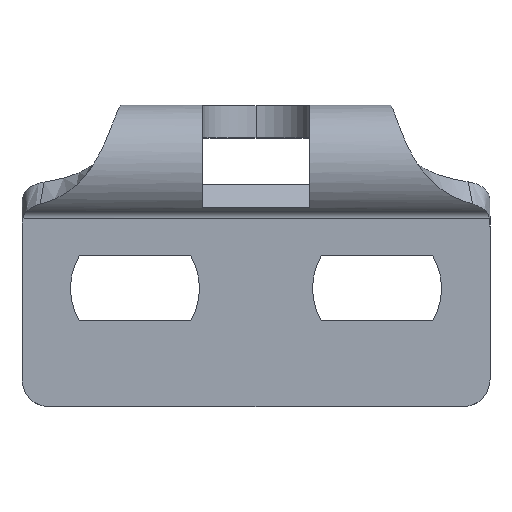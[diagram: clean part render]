
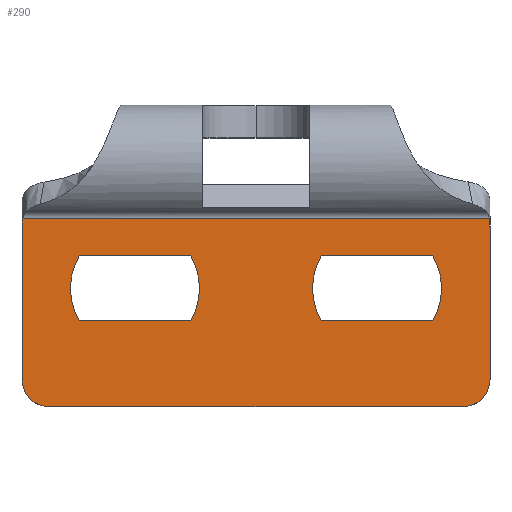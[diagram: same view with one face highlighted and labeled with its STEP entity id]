
A CAD part, top view. The second image highlights one B-rep face of the part: STEP entity #290.
In plain terms, the highlighted planar face has unit normal (0, 0, 1).
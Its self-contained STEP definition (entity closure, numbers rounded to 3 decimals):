
#8 = VECTOR ( 'NONE', #504, 1000. ) ;
#17 = CARTESIAN_POINT ( 'NONE',  ( 2.422, -3.4, 1.2 ) ) ;
#22 = ORIENTED_EDGE ( 'NONE', *, *, #1008, .F. ) ;
#28 = VERTEX_POINT ( 'NONE', #369 ) ;
#47 = CARTESIAN_POINT ( 'NONE',  ( -8.663, -2., 1.2 ) ) ;
#70 = EDGE_CURVE ( 'NONE', #1340, #939, #1217, .T. ) ;
#71 = CARTESIAN_POINT ( 'NONE',  ( -8.7, -2.366, 1.2 ) ) ;
#78 = AXIS2_PLACEMENT_3D ( 'NONE', #578, #321, #1291 ) ;
#83 = AXIS2_PLACEMENT_3D ( 'NONE', #600, #1095, #729 ) ;
#98 = EDGE_CURVE ( 'NONE', #1029, #569, #623, .T. ) ;
#106 = ORIENTED_EDGE ( 'NONE', *, *, #737, .F. ) ;
#132 = ORIENTED_EDGE ( 'NONE', *, *, #414, .F. ) ;
#135 = CARTESIAN_POINT ( 'NONE',  ( 8.7, -2.33, 1.2 ) ) ;
#139 = EDGE_CURVE ( 'NONE', #766, #1029, #370, .T. ) ;
#145 = CARTESIAN_POINT ( 'NONE',  ( -2.422, -3.4, 1.2 ) ) ;
#165 = EDGE_CURVE ( 'NONE', #1296, #572, #438, .T. ) ;
#170 = CARTESIAN_POINT ( 'NONE',  ( -2.422, -5.8, 1.2 ) ) ;
#187 = CARTESIAN_POINT ( 'NONE',  ( 8.7, -8., 1.2 ) ) ;
#189 = LINE ( 'NONE', #526, #1215 ) ;
#194 = EDGE_LOOP ( 'NONE', ( #626, #1039, #394, #22 ) ) ;
#205 = LINE ( 'NONE', #677, #1138 ) ;
#206 = AXIS2_PLACEMENT_3D ( 'NONE', #833, #508, #1307 ) ;
#209 = DIRECTION ( 'NONE',  ( 0., -1., 0. ) ) ;
#215 = VERTEX_POINT ( 'NONE', #926 ) ;
#257 = AXIS2_PLACEMENT_3D ( 'NONE', #381, #357, #1305 ) ;
#258 = VECTOR ( 'NONE', #1248, 1000. ) ;
#283 = CIRCLE ( 'NONE', #1441, 2.4 ) ;
#284 = AXIS2_PLACEMENT_3D ( 'NONE', #570, #444, #1383 ) ;
#290 = ADVANCED_FACE ( 'NONE', ( #976, #709, #487 ), #942, .F. ) ;
#317 = LINE ( 'NONE', #776, #258 ) ;
#321 = DIRECTION ( 'NONE',  ( 0., 0., 1. ) ) ;
#341 = CARTESIAN_POINT ( 'NONE',  ( 8.7, -2.219, 1.2 ) ) ;
#343 = EDGE_LOOP ( 'NONE', ( #106, #1218, #1443, #1461, #1259, #1153, #1419, #805 ) ) ;
#357 = DIRECTION ( 'NONE',  ( 0., 0., -1. ) ) ;
#360 = CARTESIAN_POINT ( 'NONE',  ( 2.422, -5.8, 1.2 ) ) ;
#369 = CARTESIAN_POINT ( 'NONE',  ( -6.578, -5.8, 1.2 ) ) ;
#370 = B_SPLINE_CURVE_WITH_KNOTS ( 'NONE', 3,
 ( #47, #406, #521, #872 ),
 .UNSPECIFIED., .F., .F.,
 ( 4, 4 ),
 ( 0., 0. ),
 .UNSPECIFIED. ) ;
#377 = DIRECTION ( 'NONE',  ( 0., -1., 0. ) ) ;
#381 = CARTESIAN_POINT ( 'NONE',  ( 8.7, -2., 1.2 ) ) ;
#394 = ORIENTED_EDGE ( 'NONE', *, *, #1134, .F. ) ;
#406 = CARTESIAN_POINT ( 'NONE',  ( -8.688, -2.121, 1.2 ) ) ;
#414 = EDGE_CURVE ( 'NONE', #1485, #1340, #189, .T. ) ;
#419 = CARTESIAN_POINT ( 'NONE',  ( -4.5, -4.6, 1.2 ) ) ;
#422 = DIRECTION ( 'NONE',  ( 0., 0., 1. ) ) ;
#424 = VERTEX_POINT ( 'NONE', #1125 ) ;
#438 = B_SPLINE_CURVE_WITH_KNOTS ( 'NONE', 3,
 ( #1389, #341, #467, #1254 ),
 .UNSPECIFIED., .F., .F.,
 ( 4, 4 ),
 ( 0., 0. ),
 .UNSPECIFIED. ) ;
#444 = DIRECTION ( 'NONE',  ( 0., 0., 1. ) ) ;
#446 = VERTEX_POINT ( 'NONE', #1278 ) ;
#467 = CARTESIAN_POINT ( 'NONE',  ( 8.69, -2.109, 1.2 ) ) ;
#487 = FACE_OUTER_BOUND ( 'NONE', #343, .T. ) ;
#504 = DIRECTION ( 'NONE',  ( -1., 0., 0. ) ) ;
#508 = DIRECTION ( 'NONE',  ( 0., 0., 1. ) ) ;
#517 = EDGE_CURVE ( 'NONE', #1296, #945, #694, .T. ) ;
#521 = CARTESIAN_POINT ( 'NONE',  ( -8.7, -2.243, 1.2 ) ) ;
#526 = CARTESIAN_POINT ( 'NONE',  ( 6.578, -3.4, 1.2 ) ) ;
#566 = CARTESIAN_POINT ( 'NONE',  ( 8.669, -2., 1.2 ) ) ;
#569 = VERTEX_POINT ( 'NONE', #1050 ) ;
#570 = CARTESIAN_POINT ( 'NONE',  ( 4.5, -4.6, 1.2 ) ) ;
#572 = VERTEX_POINT ( 'NONE', #566 ) ;
#574 = EDGE_CURVE ( 'NONE', #939, #1147, #1520, .T. ) ;
#577 = ORIENTED_EDGE ( 'NONE', *, *, #574, .F. ) ;
#578 = CARTESIAN_POINT ( 'NONE',  ( 7.7, -8., 1.2 ) ) ;
#600 = CARTESIAN_POINT ( 'NONE',  ( -7.7, -8., 1.2 ) ) ;
#603 = AXIS2_PLACEMENT_3D ( 'NONE', #419, #1006, #1476 ) ;
#605 = CIRCLE ( 'NONE', #284, 2.4 ) ;
#623 = LINE ( 'NONE', #1094, #973 ) ;
#625 = EDGE_LOOP ( 'NONE', ( #577, #1123, #132, #1106 ) ) ;
#626 = ORIENTED_EDGE ( 'NONE', *, *, #917, .F. ) ;
#652 = EDGE_CURVE ( 'NONE', #424, #945, #795, .T. ) ;
#677 = CARTESIAN_POINT ( 'NONE',  ( 8.7, -9., 1.2 ) ) ;
#689 = CARTESIAN_POINT ( 'NONE',  ( -2.422, -5.8, 1.2 ) ) ;
#694 = LINE ( 'NONE', #1033, #769 ) ;
#709 = FACE_BOUND ( 'NONE', #625, .T. ) ;
#715 = CARTESIAN_POINT ( 'NONE',  ( 6.578, -3.4, 1.2 ) ) ;
#729 = DIRECTION ( 'NONE',  ( 0., 1., 0. ) ) ;
#737 = EDGE_CURVE ( 'NONE', #424, #446, #205, .T. ) ;
#766 = VERTEX_POINT ( 'NONE', #1500 ) ;
#769 = VECTOR ( 'NONE', #209, 1000. ) ;
#773 = EDGE_CURVE ( 'NONE', #1147, #1485, #605, .T. ) ;
#776 = CARTESIAN_POINT ( 'NONE',  ( 8.7, -2., 1.2 ) ) ;
#795 = CIRCLE ( 'NONE', #78, 1. ) ;
#801 = LINE ( 'NONE', #689, #1413 ) ;
#805 = ORIENTED_EDGE ( 'NONE', *, *, #877, .T. ) ;
#833 = CARTESIAN_POINT ( 'NONE',  ( 4.5, -4.6, 1.2 ) ) ;
#870 = CIRCLE ( 'NONE', #83, 1. ) ;
#872 = CARTESIAN_POINT ( 'NONE',  ( -8.7, -2.366, 1.2 ) ) ;
#877 = EDGE_CURVE ( 'NONE', #569, #446, #870, .T. ) ;
#904 = DIRECTION ( 'NONE',  ( -1., 0., 0. ) ) ;
#915 = DIRECTION ( 'NONE',  ( 1., 0., 0. ) ) ;
#917 = EDGE_CURVE ( 'NONE', #215, #952, #1314, .T. ) ;
#926 = CARTESIAN_POINT ( 'NONE',  ( -2.422, -3.4, 1.2 ) ) ;
#939 = VERTEX_POINT ( 'NONE', #360 ) ;
#942 = PLANE ( 'NONE',  #257 ) ;
#945 = VERTEX_POINT ( 'NONE', #187 ) ;
#952 = VERTEX_POINT ( 'NONE', #1228 ) ;
#973 = VECTOR ( 'NONE', #377, 1000. ) ;
#976 = FACE_BOUND ( 'NONE', #194, .T. ) ;
#995 = VECTOR ( 'NONE', #915, 1000. ) ;
#1006 = DIRECTION ( 'NONE',  ( 0., 0., 1. ) ) ;
#1008 = EDGE_CURVE ( 'NONE', #952, #28, #283, .T. ) ;
#1009 = CARTESIAN_POINT ( 'NONE',  ( -4.5, -4.6, 1.2 ) ) ;
#1029 = VERTEX_POINT ( 'NONE', #71 ) ;
#1033 = CARTESIAN_POINT ( 'NONE',  ( 8.7, -2., 1.2 ) ) ;
#1039 = ORIENTED_EDGE ( 'NONE', *, *, #1351, .F. ) ;
#1044 = CIRCLE ( 'NONE', #603, 2.4 ) ;
#1050 = CARTESIAN_POINT ( 'NONE',  ( -8.7, -8., 1.2 ) ) ;
#1056 = VERTEX_POINT ( 'NONE', #170 ) ;
#1094 = CARTESIAN_POINT ( 'NONE',  ( -8.7, -2., 1.2 ) ) ;
#1095 = DIRECTION ( 'NONE',  ( 0., 0., 1. ) ) ;
#1106 = ORIENTED_EDGE ( 'NONE', *, *, #773, .F. ) ;
#1123 = ORIENTED_EDGE ( 'NONE', *, *, #70, .F. ) ;
#1125 = CARTESIAN_POINT ( 'NONE',  ( 7.7, -9., 1.2 ) ) ;
#1134 = EDGE_CURVE ( 'NONE', #28, #1056, #801, .T. ) ;
#1138 = VECTOR ( 'NONE', #904, 1000. ) ;
#1147 = VERTEX_POINT ( 'NONE', #1492 ) ;
#1153 = ORIENTED_EDGE ( 'NONE', *, *, #139, .T. ) ;
#1159 = DIRECTION ( 'NONE',  ( 1., 0., 0. ) ) ;
#1215 = VECTOR ( 'NONE', #1475, 1000. ) ;
#1217 = CIRCLE ( 'NONE', #206, 2.4 ) ;
#1218 = ORIENTED_EDGE ( 'NONE', *, *, #652, .T. ) ;
#1222 = DIRECTION ( 'NONE',  ( 0., 1., 0. ) ) ;
#1228 = CARTESIAN_POINT ( 'NONE',  ( -6.578, -3.4, 1.2 ) ) ;
#1248 = DIRECTION ( 'NONE',  ( -1., 0., 0. ) ) ;
#1254 = CARTESIAN_POINT ( 'NONE',  ( 8.669, -2., 1.2 ) ) ;
#1259 = ORIENTED_EDGE ( 'NONE', *, *, #1470, .T. ) ;
#1278 = CARTESIAN_POINT ( 'NONE',  ( -7.7, -9., 1.2 ) ) ;
#1291 = DIRECTION ( 'NONE',  ( 0., 1., 0. ) ) ;
#1296 = VERTEX_POINT ( 'NONE', #135 ) ;
#1305 = DIRECTION ( 'NONE',  ( 0., 1., 0. ) ) ;
#1307 = DIRECTION ( 'NONE',  ( 0., 1., 0. ) ) ;
#1314 = LINE ( 'NONE', #145, #8 ) ;
#1340 = VERTEX_POINT ( 'NONE', #17 ) ;
#1351 = EDGE_CURVE ( 'NONE', #1056, #215, #1044, .T. ) ;
#1383 = DIRECTION ( 'NONE',  ( 0., 1., 0. ) ) ;
#1389 = CARTESIAN_POINT ( 'NONE',  ( 8.7, -2.33, 1.2 ) ) ;
#1413 = VECTOR ( 'NONE', #1159, 1000. ) ;
#1419 = ORIENTED_EDGE ( 'NONE', *, *, #98, .T. ) ;
#1441 = AXIS2_PLACEMENT_3D ( 'NONE', #1009, #422, #1222 ) ;
#1443 = ORIENTED_EDGE ( 'NONE', *, *, #517, .F. ) ;
#1461 = ORIENTED_EDGE ( 'NONE', *, *, #165, .T. ) ;
#1470 = EDGE_CURVE ( 'NONE', #572, #766, #317, .T. ) ;
#1475 = DIRECTION ( 'NONE',  ( -1., 0., 0. ) ) ;
#1476 = DIRECTION ( 'NONE',  ( 0., 1., 0. ) ) ;
#1485 = VERTEX_POINT ( 'NONE', #715 ) ;
#1492 = CARTESIAN_POINT ( 'NONE',  ( 6.578, -5.8, 1.2 ) ) ;
#1500 = CARTESIAN_POINT ( 'NONE',  ( -8.663, -2., 1.2 ) ) ;
#1502 = CARTESIAN_POINT ( 'NONE',  ( 6.578, -5.8, 1.2 ) ) ;
#1520 = LINE ( 'NONE', #1502, #995 ) ;
